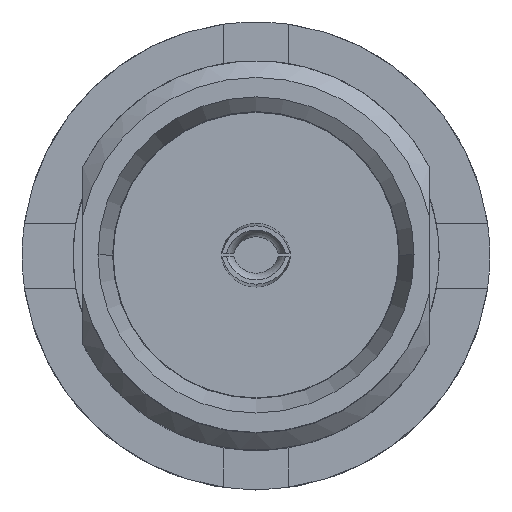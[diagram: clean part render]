
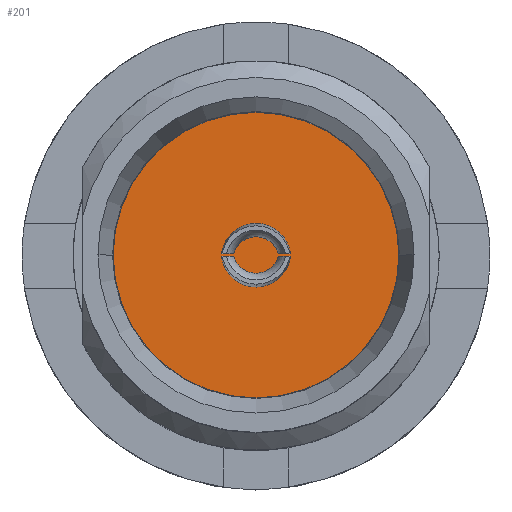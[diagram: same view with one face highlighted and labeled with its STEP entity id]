
A CAD part, top view. The second image highlights one B-rep face of the part: STEP entity #201.
In plain terms, the highlighted planar face has unit normal (0, 0, 1).
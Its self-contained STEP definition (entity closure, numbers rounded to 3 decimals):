
#15 = DIRECTION ( 'NONE',  ( -1., 0., 0. ) ) ;
#39 = ORIENTED_EDGE ( 'NONE', *, *, #3682, .F. ) ;
#52 = CARTESIAN_POINT ( 'NONE',  ( -0.514, 0.085, -2.9 ) ) ;
#62 = CARTESIAN_POINT ( 'NONE',  ( 0., 0.085, -2.9 ) ) ;
#82 = CIRCLE ( 'NONE', #3724, 3.3 ) ;
#94 = ORIENTED_EDGE ( 'NONE', *, *, #247, .T. ) ;
#167 = EDGE_CURVE ( 'NONE', #2725, #1208, #1150, .T. ) ;
#201 = ADVANCED_FACE ( 'NONE', ( #3669, #441, #2766 ), #800, .F. ) ;
#223 = CIRCLE ( 'NONE', #598, 3.3 ) ;
#247 = EDGE_CURVE ( 'NONE', #1208, #2334, #3088, .T. ) ;
#254 =( BOUNDED_CURVE ( )  B_SPLINE_CURVE ( 3, ( #3055, #3325, #2806, #2512 ),
 .UNSPECIFIED., .F., .F. ) 
 B_SPLINE_CURVE_WITH_KNOTS ( ( 4, 4 ),
 ( 3.142, 4.428 ),
 .UNSPECIFIED. ) 
 CURVE ( )  GEOMETRIC_REPRESENTATION_ITEM ( )  RATIONAL_B_SPLINE_CURVE ( ( 1., 0.867, 0.867, 1. ) ) 
 REPRESENTATION_ITEM ( '' )  );
#271 = CARTESIAN_POINT ( 'NONE',  ( 0., -0.735, -2.9 ) ) ;
#276 = EDGE_CURVE ( 'NONE', #2242, #984, #254, .T. ) ;
#441 = FACE_BOUND ( 'NONE', #3087, .T. ) ;
#460 = CARTESIAN_POINT ( 'NONE',  ( 0., -0.085, -2.9 ) ) ;
#463 =( BOUNDED_CURVE ( )  B_SPLINE_CURVE ( 3, ( #1053, #2415, #1578, #52 ),
 .UNSPECIFIED., .F., .T. ) 
 B_SPLINE_CURVE_WITH_KNOTS ( ( 4, 4 ),
 ( 1.855, 4.428 ),
 .UNSPECIFIED. ) 
 CURVE ( )  GEOMETRIC_REPRESENTATION_ITEM ( )  RATIONAL_B_SPLINE_CURVE ( ( 1., 0.52, 0.52, 1. ) ) 
 REPRESENTATION_ITEM ( '' )  );
#466 = EDGE_CURVE ( 'NONE', #2334, #3459, #463, .T. ) ;
#565 = DIRECTION ( 'NONE',  ( -1., 0., 0. ) ) ;
#568 = CARTESIAN_POINT ( 'NONE',  ( -3.3, 0., -2.9 ) ) ;
#575 = CARTESIAN_POINT ( 'NONE',  ( 0.444, -0.322, -2.9 ) ) ;
#578 = DIRECTION ( 'NONE',  ( -1., 0., 0. ) ) ;
#598 = AXIS2_PLACEMENT_3D ( 'NONE', #1682, #3833, #1978 ) ;
#610 = DIRECTION ( 'NONE',  ( 0., 0., -1. ) ) ;
#640 = LINE ( 'NONE', #824, #3774 ) ;
#684 = VERTEX_POINT ( 'NONE', #2978 ) ;
#685 = CARTESIAN_POINT ( 'NONE',  ( 0., 0., -2.9 ) ) ;
#722 = ORIENTED_EDGE ( 'NONE', *, *, #2339, .F. ) ;
#768 = DIRECTION ( 'NONE',  ( -1., 0., 0. ) ) ;
#774 = CARTESIAN_POINT ( 'NONE',  ( 0.514, 0.085, -2.9 ) ) ;
#776 = VECTOR ( 'NONE', #565, 1000. ) ;
#781 = CARTESIAN_POINT ( 'NONE',  ( -0.786, 0.085, -2.9 ) ) ;
#800 = PLANE ( 'NONE',  #1686 ) ;
#824 = CARTESIAN_POINT ( 'NONE',  ( 0., 0.085, -2.9 ) ) ;
#833 =( BOUNDED_CURVE ( )  B_SPLINE_CURVE ( 3, ( #1742, #3587, #2046, #271 ),
 .UNSPECIFIED., .F., .T. ) 
 B_SPLINE_CURVE_WITH_KNOTS ( ( 4, 4 ),
 ( 1.759, 3.142 ),
 .UNSPECIFIED. ) 
 CURVE ( )  GEOMETRIC_REPRESENTATION_ITEM ( )  RATIONAL_B_SPLINE_CURVE ( ( 1., 0.847, 0.847, 1. ) ) 
 REPRESENTATION_ITEM ( '' )  );
#966 = LINE ( 'NONE', #460, #1667 ) ;
#984 = VERTEX_POINT ( 'NONE', #2695 ) ;
#1053 = CARTESIAN_POINT ( 'NONE',  ( 0.514, 0.085, -2.9 ) ) ;
#1150 =( BOUNDED_CURVE ( )  B_SPLINE_CURVE ( 3, ( #1387, #1467, #1513, #1377 ),
 .UNSPECIFIED., .F., .F. ) 
 B_SPLINE_CURVE_WITH_KNOTS ( ( 4, 4 ),
 ( 1.759, 4.524 ),
 .UNSPECIFIED. ) 
 CURVE ( )  GEOMETRIC_REPRESENTATION_ITEM ( )  RATIONAL_B_SPLINE_CURVE ( ( 1., 0.458, 0.458, 1. ) ) 
 REPRESENTATION_ITEM ( '' )  );
#1208 = VERTEX_POINT ( 'NONE', #3636 ) ;
#1295 = ORIENTED_EDGE ( 'NONE', *, *, #3395, .F. ) ;
#1340 = CARTESIAN_POINT ( 'NONE',  ( 0., -0.47, -2.9 ) ) ;
#1367 = ORIENTED_EDGE ( 'NONE', *, *, #1646, .F. ) ;
#1377 = CARTESIAN_POINT ( 'NONE',  ( 0.786, 0.085, -2.9 ) ) ;
#1387 = CARTESIAN_POINT ( 'NONE',  ( -0.786, 0.085, -2.9 ) ) ;
#1397 = DIRECTION ( 'NONE',  ( -1., 0., 0. ) ) ;
#1448 = ORIENTED_EDGE ( 'NONE', *, *, #2811, .T. ) ;
#1467 = CARTESIAN_POINT ( 'NONE',  ( -0.571, 1.208, -2.9 ) ) ;
#1513 = CARTESIAN_POINT ( 'NONE',  ( 0.571, 1.208, -2.9 ) ) ;
#1578 = CARTESIAN_POINT ( 'NONE',  ( -0.329, 0.717, -2.9 ) ) ;
#1646 = EDGE_CURVE ( 'NONE', #3540, #3837, #82, .T. ) ;
#1647 = VERTEX_POINT ( 'NONE', #2923 ) ;
#1667 = VECTOR ( 'NONE', #768, 1000. ) ;
#1675 = ORIENTED_EDGE ( 'NONE', *, *, #2675, .F. ) ;
#1682 = CARTESIAN_POINT ( 'NONE',  ( 0., 0., -2.9 ) ) ;
#1686 = AXIS2_PLACEMENT_3D ( 'NONE', #685, #610, #578 ) ;
#1742 = CARTESIAN_POINT ( 'NONE',  ( -0.786, -0.085, -2.9 ) ) ;
#1818 = VERTEX_POINT ( 'NONE', #3015 ) ;
#1894 = ORIENTED_EDGE ( 'NONE', *, *, #2880, .F. ) ;
#1945 = CARTESIAN_POINT ( 'NONE',  ( 0.514, -0.085, -2.9 ) ) ;
#1978 = DIRECTION ( 'NONE',  ( -1., 0., 0. ) ) ;
#1984 = EDGE_CURVE ( 'NONE', #1818, #684, #3207, .T. ) ;
#1999 = VERTEX_POINT ( 'NONE', #2898 ) ;
#2046 = CARTESIAN_POINT ( 'NONE',  ( -0.401, -0.735, -2.9 ) ) ;
#2121 = VECTOR ( 'NONE', #15, 1000. ) ;
#2211 = LINE ( 'NONE', #2360, #2121 ) ;
#2217 = EDGE_LOOP ( 'NONE', ( #722, #1295, #2258, #1894, #1675, #2401 ) ) ;
#2242 = VERTEX_POINT ( 'NONE', #1340 ) ;
#2258 = ORIENTED_EDGE ( 'NONE', *, *, #1984, .F. ) ;
#2328 = CARTESIAN_POINT ( 'NONE',  ( 0.711, -0.479, -2.9 ) ) ;
#2334 = VERTEX_POINT ( 'NONE', #774 ) ;
#2339 = EDGE_CURVE ( 'NONE', #1647, #2242, #3762, .T. ) ;
#2360 = CARTESIAN_POINT ( 'NONE',  ( 0., -0.085, -2.9 ) ) ;
#2401 = ORIENTED_EDGE ( 'NONE', *, *, #276, .F. ) ;
#2415 = CARTESIAN_POINT ( 'NONE',  ( 0.329, 0.717, -2.9 ) ) ;
#2512 = CARTESIAN_POINT ( 'NONE',  ( -0.514, -0.085, -2.9 ) ) ;
#2632 = DIRECTION ( 'NONE',  ( 0., 0., -1. ) ) ;
#2634 = CARTESIAN_POINT ( 'NONE',  ( 0., -0.735, -2.9 ) ) ;
#2652 = DIRECTION ( 'NONE',  ( -1., 0., 0. ) ) ;
#2657 = CARTESIAN_POINT ( 'NONE',  ( 0.401, -0.735, -2.9 ) ) ;
#2675 = EDGE_CURVE ( 'NONE', #984, #1999, #966, .T. ) ;
#2695 = CARTESIAN_POINT ( 'NONE',  ( -0.514, -0.085, -2.9 ) ) ;
#2725 = VERTEX_POINT ( 'NONE', #781 ) ;
#2742 = CARTESIAN_POINT ( 'NONE',  ( -0.514, 0.085, -2.9 ) ) ;
#2766 = FACE_BOUND ( 'NONE', #2217, .T. ) ;
#2774 = CARTESIAN_POINT ( 'NONE',  ( 0., 0., -2.9 ) ) ;
#2806 = CARTESIAN_POINT ( 'NONE',  ( -0.444, -0.322, -2.9 ) ) ;
#2811 = EDGE_CURVE ( 'NONE', #3459, #2725, #640, .T. ) ;
#2838 = ORIENTED_EDGE ( 'NONE', *, *, #466, .T. ) ;
#2844 = CARTESIAN_POINT ( 'NONE',  ( 0., -0.47, -2.9 ) ) ;
#2880 = EDGE_CURVE ( 'NONE', #1999, #1818, #833, .T. ) ;
#2898 = CARTESIAN_POINT ( 'NONE',  ( -0.786, -0.085, -2.9 ) ) ;
#2921 = CARTESIAN_POINT ( 'NONE',  ( 0.247, -0.47, -2.9 ) ) ;
#2923 = CARTESIAN_POINT ( 'NONE',  ( 0.514, -0.085, -2.9 ) ) ;
#2978 = CARTESIAN_POINT ( 'NONE',  ( 0.786, -0.085, -2.9 ) ) ;
#3015 = CARTESIAN_POINT ( 'NONE',  ( 0., -0.735, -2.9 ) ) ;
#3055 = CARTESIAN_POINT ( 'NONE',  ( 0., -0.47, -2.9 ) ) ;
#3087 = EDGE_LOOP ( 'NONE', ( #94, #2838, #1448, #3578 ) ) ;
#3088 = LINE ( 'NONE', #62, #776 ) ;
#3207 =( BOUNDED_CURVE ( )  B_SPLINE_CURVE ( 3, ( #2634, #2657, #2328, #3275 ),
 .UNSPECIFIED., .F., .F. ) 
 B_SPLINE_CURVE_WITH_KNOTS ( ( 4, 4 ),
 ( 3.142, 4.524 ),
 .UNSPECIFIED. ) 
 CURVE ( )  GEOMETRIC_REPRESENTATION_ITEM ( )  RATIONAL_B_SPLINE_CURVE ( ( 1., 0.847, 0.847, 1. ) ) 
 REPRESENTATION_ITEM ( '' )  );
#3275 = CARTESIAN_POINT ( 'NONE',  ( 0.786, -0.085, -2.9 ) ) ;
#3325 = CARTESIAN_POINT ( 'NONE',  ( -0.247, -0.47, -2.9 ) ) ;
#3395 = EDGE_CURVE ( 'NONE', #684, #1647, #2211, .T. ) ;
#3407 = CARTESIAN_POINT ( 'NONE',  ( 3.3, 0., -2.9 ) ) ;
#3459 = VERTEX_POINT ( 'NONE', #2742 ) ;
#3540 = VERTEX_POINT ( 'NONE', #3407 ) ;
#3578 = ORIENTED_EDGE ( 'NONE', *, *, #167, .T. ) ;
#3587 = CARTESIAN_POINT ( 'NONE',  ( -0.711, -0.479, -2.9 ) ) ;
#3636 = CARTESIAN_POINT ( 'NONE',  ( 0.786, 0.085, -2.9 ) ) ;
#3649 = EDGE_LOOP ( 'NONE', ( #1367, #39 ) ) ;
#3669 = FACE_OUTER_BOUND ( 'NONE', #3649, .T. ) ;
#3682 = EDGE_CURVE ( 'NONE', #3837, #3540, #223, .T. ) ;
#3724 = AXIS2_PLACEMENT_3D ( 'NONE', #2774, #2632, #2652 ) ;
#3762 =( BOUNDED_CURVE ( )  B_SPLINE_CURVE ( 3, ( #1945, #575, #2921, #2844 ),
 .UNSPECIFIED., .F., .F. ) 
 B_SPLINE_CURVE_WITH_KNOTS ( ( 4, 4 ),
 ( 1.855, 3.142 ),
 .UNSPECIFIED. ) 
 CURVE ( )  GEOMETRIC_REPRESENTATION_ITEM ( )  RATIONAL_B_SPLINE_CURVE ( ( 1., 0.867, 0.867, 1. ) ) 
 REPRESENTATION_ITEM ( '' )  );
#3774 = VECTOR ( 'NONE', #1397, 1000. ) ;
#3833 = DIRECTION ( 'NONE',  ( 0., 0., -1. ) ) ;
#3837 = VERTEX_POINT ( 'NONE', #568 ) ;
